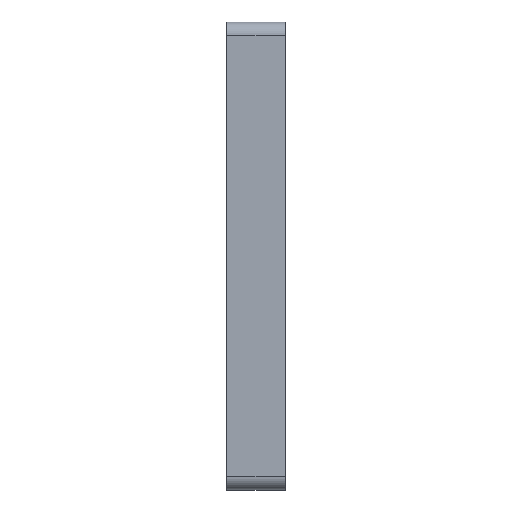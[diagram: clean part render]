
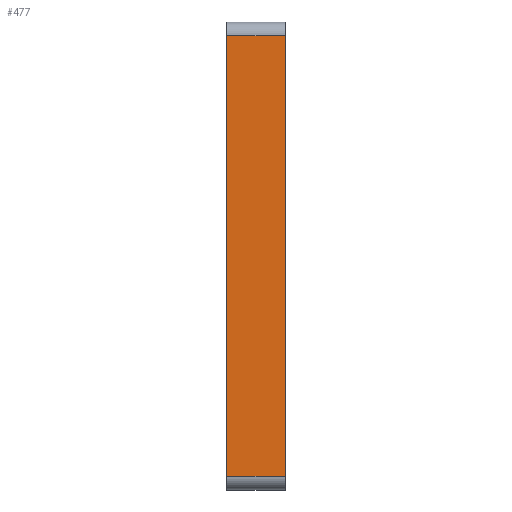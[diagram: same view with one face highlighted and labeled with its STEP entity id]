
A CAD part, left-side view. The second image highlights one B-rep face of the part: STEP entity #477.
In plain terms, the highlighted planar face has unit normal (-1, 0, 0).
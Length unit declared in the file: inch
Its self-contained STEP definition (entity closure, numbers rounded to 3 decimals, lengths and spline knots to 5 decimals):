
#23 = VERTEX_POINT ( 'NONE', #1023 ) ;
#47 = EDGE_LOOP ( 'NONE', ( #993, #295, #921, #905 ) ) ;
#67 = DIRECTION ( 'NONE',  ( 0., 0., 1. ) ) ;
#119 = CARTESIAN_POINT ( 'NONE',  ( -0.375, 0.25, 1. ) ) ;
#138 = VECTOR ( 'NONE', #348, 39.37008 ) ;
#139 = DIRECTION ( 'NONE',  ( 0., -1., 0. ) ) ;
#161 = LINE ( 'NONE', #431, #138 ) ;
#223 = LINE ( 'NONE', #234, #986 ) ;
#224 = VECTOR ( 'NONE', #67, 39.37008 ) ;
#234 = CARTESIAN_POINT ( 'NONE',  ( -0.375, 0.25, 0.94094 ) ) ;
#295 = ORIENTED_EDGE ( 'NONE', *, *, #949, .T. ) ;
#300 = AXIS2_PLACEMENT_3D ( 'NONE', #119, #707, #717 ) ;
#330 = LINE ( 'NONE', #571, #224 ) ;
#348 = DIRECTION ( 'NONE',  ( 0., 0., 1. ) ) ;
#431 = CARTESIAN_POINT ( 'NONE',  ( -0.375, 0., 1. ) ) ;
#477 = ADVANCED_FACE ( 'NONE', ( #963 ), #723, .F. ) ;
#491 = CARTESIAN_POINT ( 'NONE',  ( -0.375, 0., -0.94094 ) ) ;
#571 = CARTESIAN_POINT ( 'NONE',  ( -0.375, 0.25, 1. ) ) ;
#584 = CARTESIAN_POINT ( 'NONE',  ( -0.375, 0.25, -0.94094 ) ) ;
#624 = VERTEX_POINT ( 'NONE', #651 ) ;
#631 = VECTOR ( 'NONE', #139, 39.37008 ) ;
#647 = DIRECTION ( 'NONE',  ( 0., 1., 0. ) ) ;
#651 = CARTESIAN_POINT ( 'NONE',  ( -0.375, 0., 0.94094 ) ) ;
#707 = DIRECTION ( 'NONE',  ( 1., 0., 0. ) ) ;
#717 = DIRECTION ( 'NONE',  ( 0., 0., -1. ) ) ;
#723 = PLANE ( 'NONE',  #300 ) ;
#770 = CARTESIAN_POINT ( 'NONE',  ( -0.375, 0.25, 0.94094 ) ) ;
#773 = VERTEX_POINT ( 'NONE', #770 ) ;
#905 = ORIENTED_EDGE ( 'NONE', *, *, #969, .T. ) ;
#921 = ORIENTED_EDGE ( 'NONE', *, *, #937, .F. ) ;
#937 = EDGE_CURVE ( 'NONE', #23, #773, #330, .T. ) ;
#949 = EDGE_CURVE ( 'NONE', #624, #773, #223, .T. ) ;
#963 = FACE_OUTER_BOUND ( 'NONE', #47, .T. ) ;
#969 = EDGE_CURVE ( 'NONE', #23, #1010, #1076, .T. ) ;
#986 = VECTOR ( 'NONE', #647, 39.37008 ) ;
#993 = ORIENTED_EDGE ( 'NONE', *, *, #1063, .T. ) ;
#1010 = VERTEX_POINT ( 'NONE', #491 ) ;
#1023 = CARTESIAN_POINT ( 'NONE',  ( -0.375, 0.25, -0.94094 ) ) ;
#1063 = EDGE_CURVE ( 'NONE', #1010, #624, #161, .T. ) ;
#1076 = LINE ( 'NONE', #584, #631 ) ;
